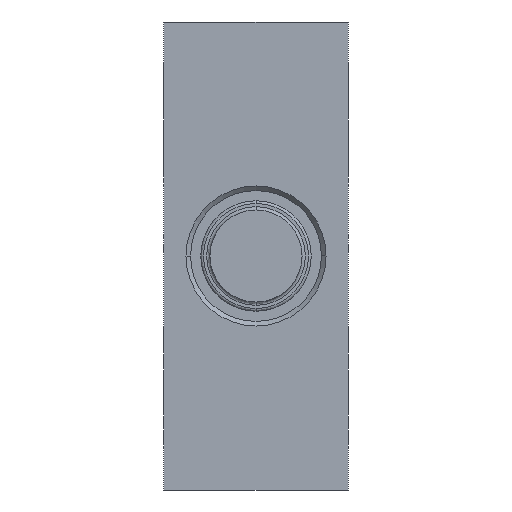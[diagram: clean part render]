
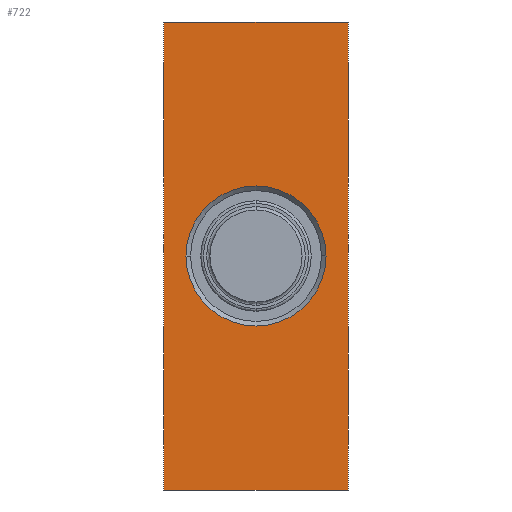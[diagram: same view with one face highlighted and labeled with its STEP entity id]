
A CAD part, front view. The second image highlights one B-rep face of the part: STEP entity #722.
In plain terms, the highlighted free-form (B-spline) face has degree [1, 1] with [2, 2] control points.
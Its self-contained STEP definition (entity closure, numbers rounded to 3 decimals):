
#33=DIRECTION('',(0.,0.,-1.));
#34=VECTOR('',#33,25.4);
#35=CARTESIAN_POINT('',(0.,-44.5,12.7));
#36=LINE('',#35,#34);
#73=DIRECTION('',(1.,0.,0.));
#74=VECTOR('',#73,10.);
#75=CARTESIAN_POINT('',(0.,-44.5,-12.7));
#76=LINE('',#75,#74);
#133=DIRECTION('',(0.,0.,-1.));
#134=VECTOR('',#133,25.4);
#135=CARTESIAN_POINT('',(10.,-44.5,12.7));
#136=LINE('',#135,#134);
#189=DIRECTION('',(1.,0.,0.));
#190=VECTOR('',#189,10.);
#191=CARTESIAN_POINT('',(0.,-44.5,12.7));
#192=LINE('',#191,#190);
#193=CARTESIAN_POINT('',(5.,-44.5,0.));
#194=DIRECTION('',(0.,1.,0.));
#195=DIRECTION('',(-1.,0.,0.));
#196=AXIS2_PLACEMENT_3D('',#193,#194,#195);
#198=CARTESIAN_POINT('',(5.,-44.5,0.));
#199=DIRECTION('',(0.,1.,0.));
#200=DIRECTION('',(1.,0.,0.));
#201=AXIS2_PLACEMENT_3D('',#198,#199,#200);
#417=CARTESIAN_POINT('',(0.,-44.5,12.7));
#418=CARTESIAN_POINT('',(0.,-44.5,-12.7));
#419=VERTEX_POINT('',#417);
#420=VERTEX_POINT('',#418);
#425=CARTESIAN_POINT('',(10.,-44.5,12.7));
#426=CARTESIAN_POINT('',(10.,-44.5,-12.7));
#427=VERTEX_POINT('',#425);
#428=VERTEX_POINT('',#426);
#481=CARTESIAN_POINT('',(1.2,-44.5,0.));
#482=CARTESIAN_POINT('',(8.8,-44.5,0.));
#483=VERTEX_POINT('',#481);
#484=VERTEX_POINT('',#482);
#705=CARTESIAN_POINT('',(-0.2,-44.5,13.208));
#706=CARTESIAN_POINT('',(10.2,-44.5,13.208));
#707=CARTESIAN_POINT('',(-0.2,-44.5,-13.208));
#708=CARTESIAN_POINT('',(10.2,-44.5,-13.208));
#709=B_SPLINE_SURFACE_WITH_KNOTS('',1,1,((#705,#706),(#707,#708)),.UNSPECIFIED.,
.F.,.F.,.F.,(2,2),(2,2),(-0.508,25.908),(-0.2,10.2),.UNSPECIFIED.);
#710=ORIENTED_EDGE('',*,*,#538,.F.);
#711=ORIENTED_EDGE('',*,*,#621,.T.);
#712=ORIENTED_EDGE('',*,*,#673,.T.);
#713=ORIENTED_EDGE('',*,*,#583,.F.);
#714=EDGE_LOOP('',(#710,#711,#712,#713));
#715=FACE_OUTER_BOUND('',#714,.F.);
#717=ORIENTED_EDGE('',*,*,#716,.F.);
#719=ORIENTED_EDGE('',*,*,#718,.F.);
#720=EDGE_LOOP('',(#717,#719));
#721=FACE_BOUND('',#720,.F.);
#722=ADVANCED_FACE('',(#715,#721),#709,.T.);
#197=CIRCLE('',#196,3.8);
#202=CIRCLE('',#201,3.8);
#538=EDGE_CURVE('',#419,#420,#36,.T.);
#583=EDGE_CURVE('',#420,#428,#76,.T.);
#621=EDGE_CURVE('',#419,#427,#192,.T.);
#673=EDGE_CURVE('',#427,#428,#136,.T.);
#716=EDGE_CURVE('',#483,#484,#197,.T.);
#718=EDGE_CURVE('',#484,#483,#202,.T.);
